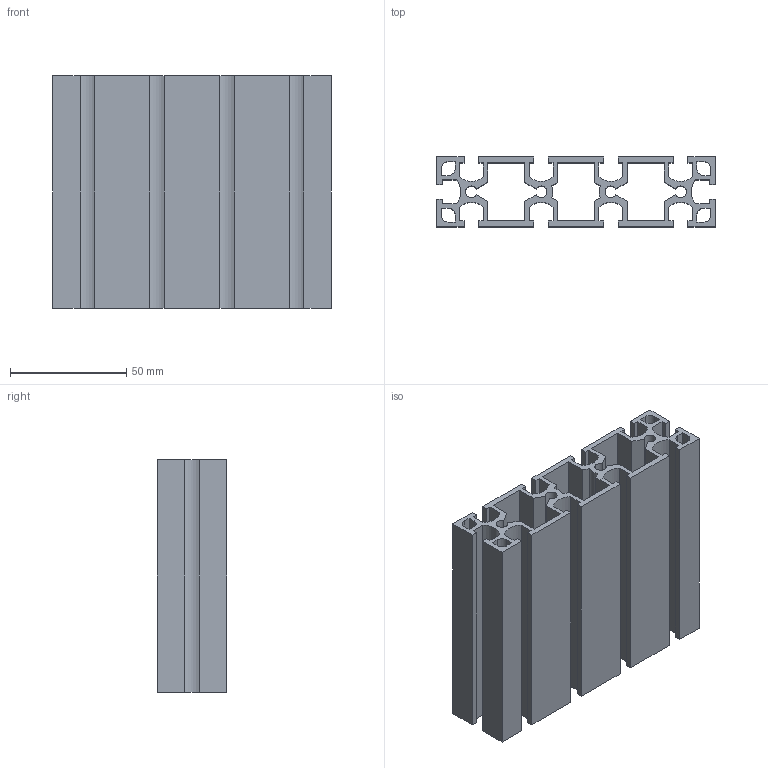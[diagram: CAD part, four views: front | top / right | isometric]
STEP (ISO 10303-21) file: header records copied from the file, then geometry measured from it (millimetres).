
FILE_DESCRIPTION((''),'2;1');
FILE_NAME('AF30120-6.stp','2009-09-01T09:42:08',('Administrator'),(''),'Autodesk Inventor 2008','Autodesk Inventor 2008','');
FILE_SCHEMA(('AUTOMOTIVE_DESIGN { 1 0 10303 214 1 1 1 1 }'));
Length unit declared in the file: millimetre
Products named in the file (1): AF30120-6
Bounding box: 120 x 30 x 100 mm (x, y, z)
Volume: 114689.5 mm3; surface area: 98554.6 mm2
Topology: 1 solids, 1 shells, 146 faces, 432 edges, 288 vertices
Faces by surface type: plane 122, cylinder 24
Entity records: 4878 total; most frequent: CARTESIAN_POINT 867, ORIENTED_EDGE 864, DIRECTION 774, EDGE_CURVE 432, VECTOR 384, LINE 384, VERTEX_POINT 288, AXIS2_PLACEMENT_3D 195
